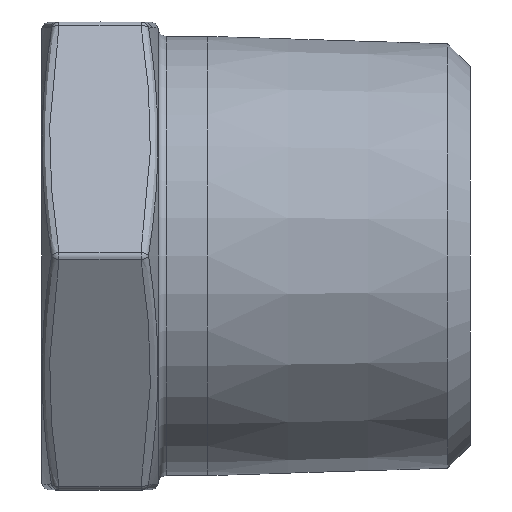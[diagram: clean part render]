
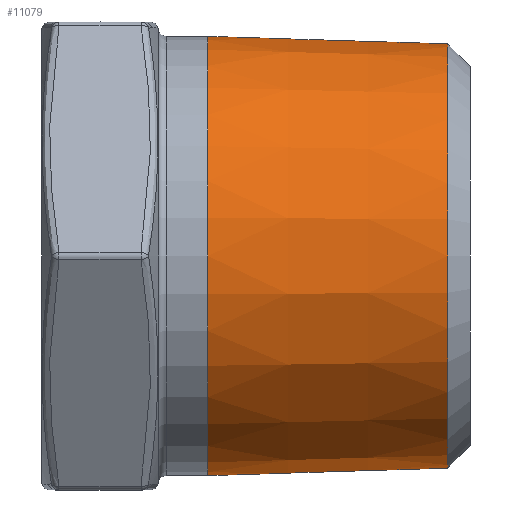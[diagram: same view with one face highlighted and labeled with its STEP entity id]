
A CAD part, front view. The second image highlights one B-rep face of the part: STEP entity #11079.
In plain terms, the highlighted conical face has half-angle 1.79 degrees and reference radius 8.447 mm.
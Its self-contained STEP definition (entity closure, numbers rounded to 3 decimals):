
#1504 = DIRECTION ( 'NONE',  ( -1., 0., 0. ) ) ;
#2360 = EDGE_CURVE ( 'NONE', #3356, #3356, #2992, .T. ) ;
#2992 = CIRCLE ( 'NONE', #16291, 8.159 ) ;
#3281 = FACE_OUTER_BOUND ( 'NONE', #11168, .T. ) ;
#3356 = VERTEX_POINT ( 'NONE', #4657 ) ;
#4657 = CARTESIAN_POINT ( 'NONE',  ( 15.616, 0., 8.159 ) ) ;
#5539 = CARTESIAN_POINT ( 'NONE',  ( 6.4, 0., 0. ) ) ;
#6294 = VERTEX_POINT ( 'NONE', #8798 ) ;
#7268 = DIRECTION ( 'NONE',  ( -1., 0., 0. ) ) ;
#7443 = EDGE_LOOP ( 'NONE', ( #10679 ) ) ;
#8205 = CARTESIAN_POINT ( 'NONE',  ( 6.4, 0., 0. ) ) ;
#8665 = AXIS2_PLACEMENT_3D ( 'NONE', #5539, #11103, #15155 ) ;
#8798 = CARTESIAN_POINT ( 'NONE',  ( 6.4, 0., 8.447 ) ) ;
#9786 = CIRCLE ( 'NONE', #8665, 8.447 ) ;
#10559 = ORIENTED_EDGE ( 'NONE', *, *, #17046, .F. ) ;
#10679 = ORIENTED_EDGE ( 'NONE', *, *, #2360, .T. ) ;
#10772 = DIRECTION ( 'NONE',  ( 0., 0., 1. ) ) ;
#11011 = DIRECTION ( 'NONE',  ( 0., 0., 1. ) ) ;
#11079 = ADVANCED_FACE ( 'NONE', ( #11200, #3281 ), #13610, .T. ) ;
#11103 = DIRECTION ( 'NONE',  ( -1., 0., 0. ) ) ;
#11168 = EDGE_LOOP ( 'NONE', ( #10559 ) ) ;
#11200 = FACE_BOUND ( 'NONE', #7443, .T. ) ;
#13364 = CARTESIAN_POINT ( 'NONE',  ( 15.616, 0., 0. ) ) ;
#13610 = CONICAL_SURFACE ( 'NONE', #13622, 8.447, 0.031 ) ;
#13622 = AXIS2_PLACEMENT_3D ( 'NONE', #8205, #7268, #11011 ) ;
#15155 = DIRECTION ( 'NONE',  ( 0., 0., 1. ) ) ;
#16291 = AXIS2_PLACEMENT_3D ( 'NONE', #13364, #1504, #10772 ) ;
#17046 = EDGE_CURVE ( 'NONE', #6294, #6294, #9786, .T. ) ;
